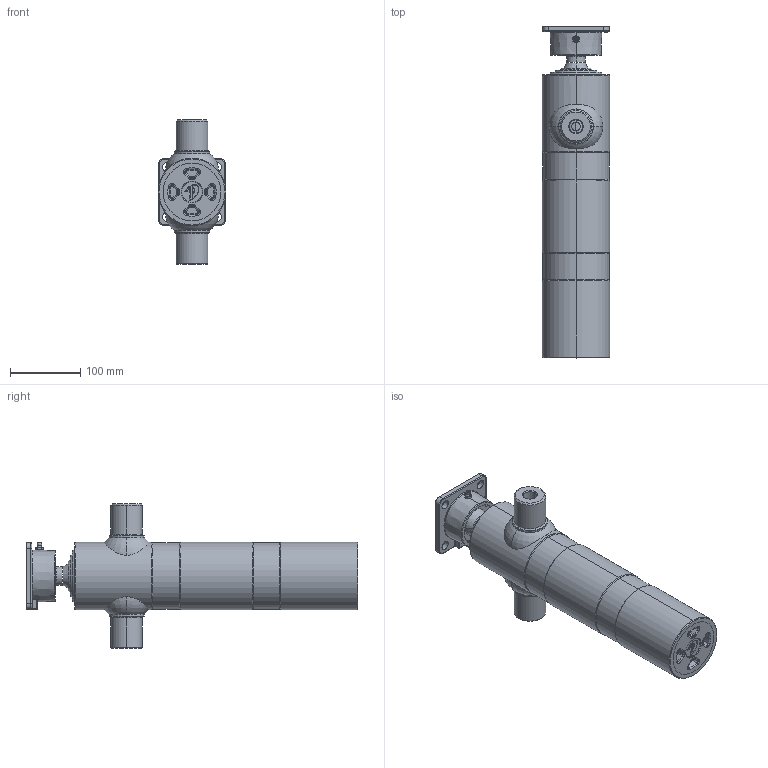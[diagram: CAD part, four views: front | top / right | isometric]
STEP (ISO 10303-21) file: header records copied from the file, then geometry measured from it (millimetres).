
FILE_DESCRIPTION (( 'STEP AP203' ), '1' );
FILE_NAME ('3306BGZ.STEP', '2014-10-07T06:15:24', ( '' ), ( '' ), 'SwSTEP 2.0', 'SolidWorks 2013', '' );
FILE_SCHEMA (( 'CONFIG_CONTROL_DESIGN' ));
Length unit declared in the file: millimetre
Products named in the file (1): 3306BGZ
Bounding box: 96 x 472 x 205 mm (x, y, z)
Surface area: 399569.1 mm2 (no closed solid volume)
Topology: 0 solids, 49 shells, 375 faces, 1150 edges, 813 vertices
Faces by surface type: cylinder 97, torus 96, cone 84, plane 68, bspline 22, sphere 8
Entity records: 15575 total; most frequent: CARTESIAN_POINT 5338, DIRECTION 2302, ORIENTED_EDGE 1818, EDGE_CURVE 1138, AXIS2_PLACEMENT_3D 932, VERTEX_POINT 809, CIRCLE 578, LINE 438
